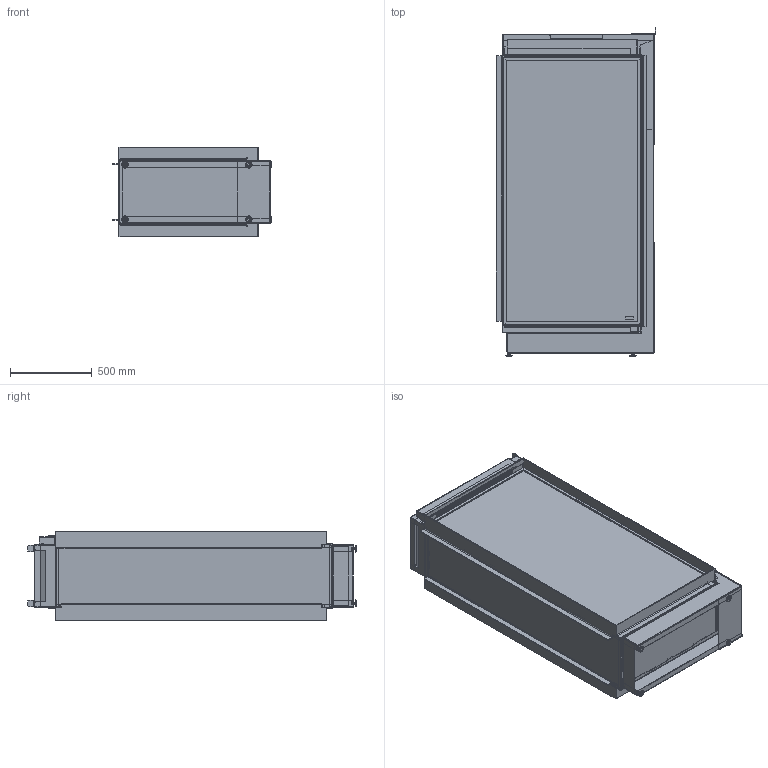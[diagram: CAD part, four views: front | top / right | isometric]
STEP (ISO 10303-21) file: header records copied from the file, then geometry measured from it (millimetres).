
FILE_DESCRIPTION (( 'STEP AP214' ), '1' );
FILE_NAME ('Faber e-MatriX 800x1600 ST.STEP', '2022-12-12T13:15:02', ( '' ), ( '' ), 'SwSTEP 2.0', 'SolidWorks 2021', '' );
FILE_SCHEMA (( 'AUTOMOTIVE_DESIGN' ));
Length unit declared in the file: millimetre
Products named in the file (1): Faber e-MatriX 800x1600 ST
Bounding box: 976 x 2010.5 x 548 mm (x, y, z)
Volume: 29446758 mm3; surface area: 19371070.5 mm2
Topology: 46 solids, 46 shells, 2341 faces, 5999 edges, 3636 vertices
Faces by surface type: plane 1588, cylinder 691, bspline 42, cone 16, torus 4
Full cylindrical faces by diameter (mm): 15 x4
Entity records: 84432 total; most frequent: CARTESIAN_POINT 27523, ORIENTED_EDGE 11934, DIRECTION 11545, EDGE_CURVE 5967, LINE 4509, VECTOR 4509, VERTEX_POINT 3628, AXIS2_PLACEMENT_3D 3518
